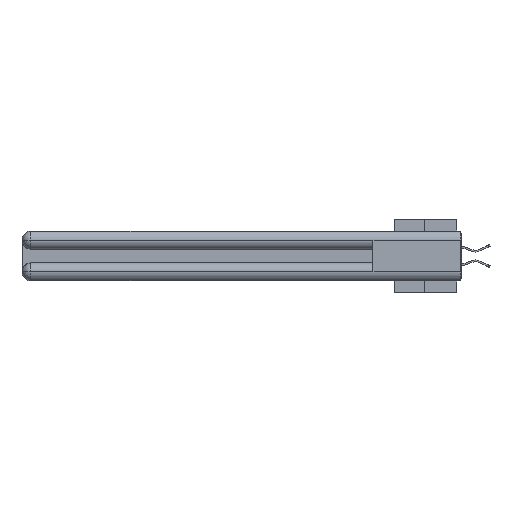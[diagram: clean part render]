
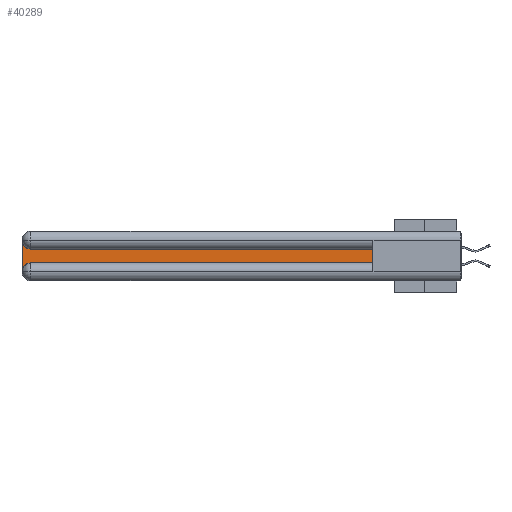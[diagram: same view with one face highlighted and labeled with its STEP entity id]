
A CAD part, left-side view. The second image highlights one B-rep face of the part: STEP entity #40289.
In plain terms, the highlighted planar face has unit normal (-1, 0, 0).
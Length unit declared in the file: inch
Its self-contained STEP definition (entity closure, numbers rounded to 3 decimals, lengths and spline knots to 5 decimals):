
#836 = CARTESIAN_POINT ( 'NONE',  ( 0.075, 2.94, -0.2175 ) ) ;
#842 = EDGE_CURVE ( 'NONE', #4739, #17608, #41717, .T. ) ;
#1359 = VERTEX_POINT ( 'NONE', #28029 ) ;
#2043 = EDGE_CURVE ( 'NONE', #47851, #36796, #33590, .T. ) ;
#2622 = LINE ( 'NONE', #5632, #11285 ) ;
#4739 = VERTEX_POINT ( 'NONE', #41217 ) ;
#5607 = CARTESIAN_POINT ( 'NONE',  ( 0.075, 2.94, -0.2775 ) ) ;
#5632 = CARTESIAN_POINT ( 'NONE',  ( 0.075, 3., -0.2175 ) ) ;
#5895 = EDGE_CURVE ( 'NONE', #13195, #47851, #22687, .T. ) ;
#8135 = CARTESIAN_POINT ( 'NONE',  ( 0.075, 3., -0.0625 ) ) ;
#10602 = ORIENTED_EDGE ( 'NONE', *, *, #842, .T. ) ;
#11285 = VECTOR ( 'NONE', #27585, 39.37008 ) ;
#13195 = VERTEX_POINT ( 'NONE', #836 ) ;
#13844 = CARTESIAN_POINT ( 'NONE',  ( 0.075, 0.6, -0.2175 ) ) ;
#13851 = EDGE_CURVE ( 'NONE', #36796, #4739, #45515, .T. ) ;
#14065 = CARTESIAN_POINT ( 'NONE',  ( 0.075, 3., -0.1225 ) ) ;
#14242 = DIRECTION ( 'NONE',  ( 0., 1., 0. ) ) ;
#15950 = DIRECTION ( 'NONE',  ( 0., 0., -1. ) ) ;
#16861 = ORIENTED_EDGE ( 'NONE', *, *, #13851, .T. ) ;
#17608 = VERTEX_POINT ( 'NONE', #8135 ) ;
#19545 = DIRECTION ( 'NONE',  ( 1., 0., 0. ) ) ;
#20667 = FACE_OUTER_BOUND ( 'NONE', #38320, .T. ) ;
#22121 = ORIENTED_EDGE ( 'NONE', *, *, #27399, .T. ) ;
#22426 = AXIS2_PLACEMENT_3D ( 'NONE', #14065, #37044, #29094 ) ;
#22687 = LINE ( 'NONE', #36818, #27397 ) ;
#23023 = ORIENTED_EDGE ( 'NONE', *, *, #34171, .T. ) ;
#25964 = PLANE ( 'NONE',  #22426 ) ;
#26199 = VECTOR ( 'NONE', #14242, 39.37008 ) ;
#27230 = CARTESIAN_POINT ( 'NONE',  ( 0.075, 0.6, -0.1225 ) ) ;
#27397 = VECTOR ( 'NONE', #40426, 39.37008 ) ;
#27399 = EDGE_CURVE ( 'NONE', #17608, #1359, #2622, .T. ) ;
#27490 = ORIENTED_EDGE ( 'NONE', *, *, #2043, .T. ) ;
#27585 = DIRECTION ( 'NONE',  ( 0., 0., -1. ) ) ;
#28029 = CARTESIAN_POINT ( 'NONE',  ( 0.075, 3., -0.2775 ) ) ;
#28386 = VECTOR ( 'NONE', #44185, 39.37008 ) ;
#29094 = DIRECTION ( 'NONE',  ( 0., 0., -1. ) ) ;
#29882 = ORIENTED_EDGE ( 'NONE', *, *, #5895, .T. ) ;
#30663 = AXIS2_PLACEMENT_3D ( 'NONE', #37837, #19545, #15950 ) ;
#31981 = DIRECTION ( 'NONE',  ( 1., 0., 0. ) ) ;
#32082 = CARTESIAN_POINT ( 'NONE',  ( 0.075, 0.6, -0.2175 ) ) ;
#33590 = LINE ( 'NONE', #13844, #28386 ) ;
#34171 = EDGE_CURVE ( 'NONE', #1359, #13195, #39428, .T. ) ;
#36796 = VERTEX_POINT ( 'NONE', #27230 ) ;
#36818 = CARTESIAN_POINT ( 'NONE',  ( 0.075, 0.6, -0.2175 ) ) ;
#37044 = DIRECTION ( 'NONE',  ( 1., 0., 0. ) ) ;
#37837 = CARTESIAN_POINT ( 'NONE',  ( 0.075, 2.94, -0.0625 ) ) ;
#37865 = AXIS2_PLACEMENT_3D ( 'NONE', #5607, #31981, #46676 ) ;
#38320 = EDGE_LOOP ( 'NONE', ( #16861, #10602, #22121, #23023, #29882, #27490 ) ) ;
#39428 = CIRCLE ( 'NONE', #37865, 0.06 ) ;
#40289 = ADVANCED_FACE ( 'NONE', ( #20667 ), #25964, .F. ) ;
#40426 = DIRECTION ( 'NONE',  ( 0., -1., 0. ) ) ;
#41217 = CARTESIAN_POINT ( 'NONE',  ( 0.075, 2.94, -0.1225 ) ) ;
#41717 = CIRCLE ( 'NONE', #30663, 0.06 ) ;
#43679 = CARTESIAN_POINT ( 'NONE',  ( 0.075, 0.6, -0.1225 ) ) ;
#44185 = DIRECTION ( 'NONE',  ( 0., 0., 1. ) ) ;
#45515 = LINE ( 'NONE', #43679, #26199 ) ;
#46676 = DIRECTION ( 'NONE',  ( 0., 0., -1. ) ) ;
#47851 = VERTEX_POINT ( 'NONE', #32082 ) ;
